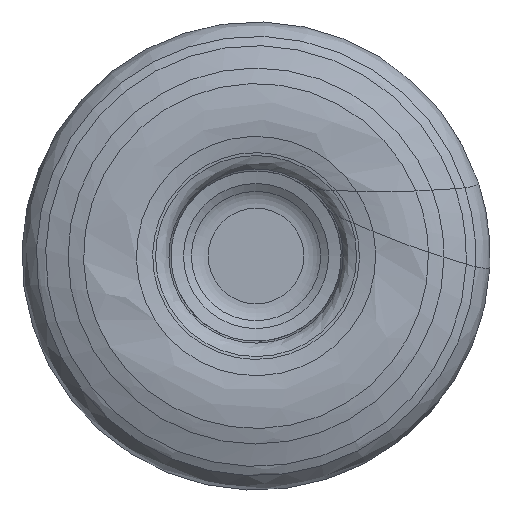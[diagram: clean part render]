
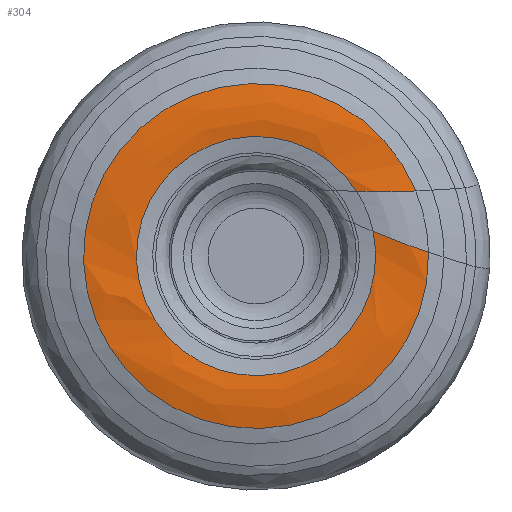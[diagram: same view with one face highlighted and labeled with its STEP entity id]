
A CAD part, left-side view. The second image highlights one B-rep face of the part: STEP entity #304.
In plain terms, the highlighted free-form (B-spline) face has degree [3, 3] with [4, 7] control points.
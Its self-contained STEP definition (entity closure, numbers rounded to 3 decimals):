
#72=(
BOUNDED_SURFACE()
B_SPLINE_SURFACE(3,3,((#2276,#2277,#2278,#2279,#2280,#2281,#2282),(#2283,
#2284,#2285,#2286,#2287,#2288,#2289),(#2290,#2291,#2292,#2293,#2294,#2295,
#2296),(#2297,#2298,#2299,#2300,#2301,#2302,#2303)),.UNSPECIFIED.,.F.,.F.,
 .F.)
B_SPLINE_SURFACE_WITH_KNOTS((4,4),(4,3,4),(0.,1.),(0.,0.5,1.),
 .UNSPECIFIED.)
GEOMETRIC_REPRESENTATION_ITEM()
RATIONAL_B_SPLINE_SURFACE(((1.,0.394,0.394,1.,0.394,
0.394,1.),(0.986,0.389,0.389,
0.986,0.389,0.389,0.986),
(0.986,0.389,0.389,0.986,
0.389,0.389,0.986),(1.,0.394,
0.394,1.,0.394,0.394,1.)))
REPRESENTATION_ITEM('')
SURFACE()
);
#210=FACE_OUTER_BOUND('',#460,.T.);
#304=ADVANCED_FACE('',(#210),#72,.F.);
#460=EDGE_LOOP('',(#682,#683,#684,#685));
#682=ORIENTED_EDGE('',*,*,#888,.F.);
#683=ORIENTED_EDGE('',*,*,#945,.F.);
#684=ORIENTED_EDGE('',*,*,#889,.F.);
#685=ORIENTED_EDGE('',*,*,#944,.T.);
#793=VERTEX_POINT('',#1759);
#794=VERTEX_POINT('',#1760);
#795=VERTEX_POINT('',#1772);
#796=VERTEX_POINT('',#1773);
#888=EDGE_CURVE('',#795,#793,#1009,.T.);
#889=EDGE_CURVE('',#794,#796,#1010,.T.);
#944=EDGE_CURVE('',#794,#793,#1049,.T.);
#945=EDGE_CURVE('',#796,#795,#1050,.T.);
#1009=CIRCLE('',#1139,5.);
#1010=CIRCLE('',#1140,5.);
#1049=CIRCLE('',#1179,4.089);
#1050=CIRCLE('',#1180,5.894);
#1139=AXIS2_PLACEMENT_3D('',#1774,#1357,#1358);
#1140=AXIS2_PLACEMENT_3D('',#1775,#1359,#1360);
#1179=AXIS2_PLACEMENT_3D('',#2260,#1453,#1454);
#1180=AXIS2_PLACEMENT_3D('',#2275,#1455,#1456);
#1357=DIRECTION('',(0.174,0.,-0.985));
#1358=DIRECTION('',(0.985,0.,0.174));
#1359=DIRECTION('',(-0.174,-0.351,0.92));
#1360=DIRECTION('',(0.985,-0.062,0.162));
#1453=DIRECTION('',(1.,0.,0.));
#1454=DIRECTION('',(0.,-0.979,0.206));
#1455=DIRECTION('',(1.,0.,0.));
#1456=DIRECTION('',(0.,-1.,0.022));
#1759=CARTESIAN_POINT('',(0.075,-3.438,2.213));
#1760=CARTESIAN_POINT('',(0.075,-4.001,0.841));
#1772=CARTESIAN_POINT('',(0.133,-5.459,2.223));
#1773=CARTESIAN_POINT('',(0.133,-5.893,0.129));
#1774=CARTESIAN_POINT('',(4.924,-4.306,3.068));
#1775=CARTESIAN_POINT('',(4.924,-5.117,1.33));
#2260=CARTESIAN_POINT('',(0.075,0.,0.));
#2275=CARTESIAN_POINT('',(0.133,0.,0.));
#2276=CARTESIAN_POINT('',(0.075,-4.001,0.841));
#2277=CARTESIAN_POINT('',(0.075,-5.418,-5.9));
#2278=CARTESIAN_POINT('',(0.075,1.166,-7.925));
#2279=CARTESIAN_POINT('',(0.075,3.782,-1.553));
#2280=CARTESIAN_POINT('',(0.075,6.398,4.819));
#2281=CARTESIAN_POINT('',(0.075,0.291,8.005));
#2282=CARTESIAN_POINT('',(0.075,-3.438,2.213));
#2283=CARTESIAN_POINT('',(-0.042,-4.623,0.581));
#2284=CARTESIAN_POINT('',(-0.042,-5.602,-7.207));
#2285=CARTESIAN_POINT('',(-0.042,2.064,-8.891));
#2286=CARTESIAN_POINT('',(-0.042,4.44,-1.41));
#2287=CARTESIAN_POINT('',(-0.042,6.817,6.071));
#2288=CARTESIAN_POINT('',(-0.042,-0.417,9.118));
#2289=CARTESIAN_POINT('',(-0.042,-4.111,2.193));
#2290=CARTESIAN_POINT('',(-0.023,-5.262,0.341));
#2291=CARTESIAN_POINT('',(-0.023,-5.836,-8.524));
#2292=CARTESIAN_POINT('',(-0.023,2.94,-9.904));
#2293=CARTESIAN_POINT('',(-0.023,5.113,-1.29));
#2294=CARTESIAN_POINT('',(-0.023,7.286,7.324));
#2295=CARTESIAN_POINT('',(-0.023,-1.094,10.273));
#2296=CARTESIAN_POINT('',(-0.023,-4.794,2.196));
#2297=CARTESIAN_POINT('',(0.133,-5.893,0.129));
#2298=CARTESIAN_POINT('',(0.133,-6.11,-9.799));
#2299=CARTESIAN_POINT('',(0.133,3.757,-10.92));
#2300=CARTESIAN_POINT('',(0.133,5.772,-1.196));
#2301=CARTESIAN_POINT('',(0.133,7.787,8.528));
#2302=CARTESIAN_POINT('',(0.133,-1.713,11.42));
#2303=CARTESIAN_POINT('',(0.133,-5.459,2.223));
